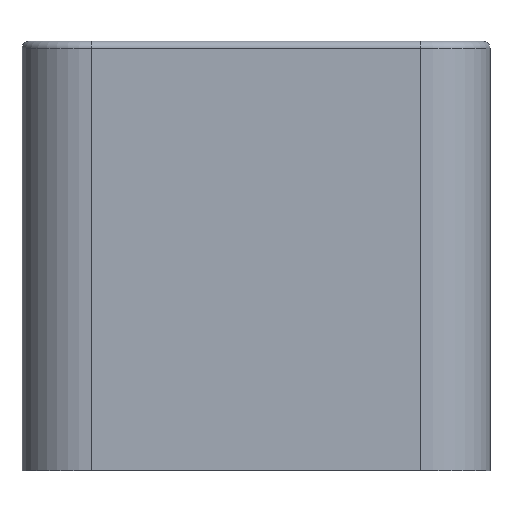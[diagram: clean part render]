
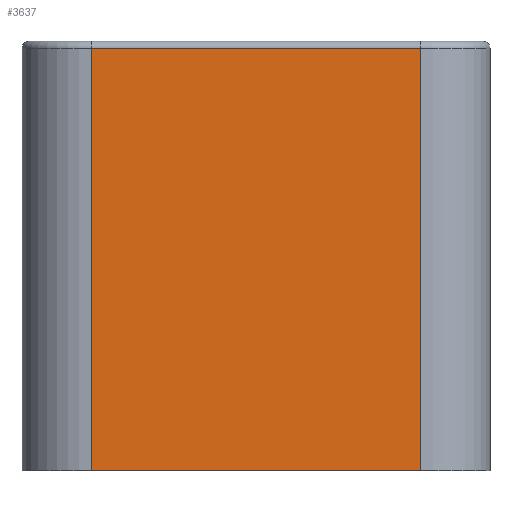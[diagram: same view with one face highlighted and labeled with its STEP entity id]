
A CAD part, front view. The second image highlights one B-rep face of the part: STEP entity #3637.
In plain terms, the highlighted planar face has unit normal (0, -1, 0).
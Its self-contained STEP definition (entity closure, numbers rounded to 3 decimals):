
#486=DIRECTION('',(0.,0.,-1.));
#487=VECTOR('',#486,29.5);
#488=CARTESIAN_POINT('',(11.5,-6.3,-0.5));
#489=LINE('',#488,#487);
#508=DIRECTION('',(1.,0.,0.));
#509=VECTOR('',#508,23.);
#510=CARTESIAN_POINT('',(-11.5,-6.3,-30.));
#511=LINE('',#510,#509);
#729=DIRECTION('',(-1.,0.,0.));
#730=VECTOR('',#729,23.);
#731=CARTESIAN_POINT('',(11.5,-6.3,-0.5));
#732=LINE('',#731,#730);
#733=DIRECTION('',(0.,0.,-1.));
#734=VECTOR('',#733,29.5);
#735=CARTESIAN_POINT('',(-11.5,-6.3,-0.5));
#736=LINE('',#735,#734);
#2127=CARTESIAN_POINT('',(-11.5,-6.3,-30.));
#2128=VERTEX_POINT('',#2127);
#2131=CARTESIAN_POINT('',(11.5,-6.3,-30.));
#2132=VERTEX_POINT('',#2131);
#2377=CARTESIAN_POINT('',(11.5,-6.3,-0.5));
#2378=VERTEX_POINT('',#2377);
#2381=CARTESIAN_POINT('',(-11.5,-6.3,-0.5));
#2382=VERTEX_POINT('',#2381);
#3625=CARTESIAN_POINT('',(-11.5,-6.3,0.));
#3626=DIRECTION('',(0.,-1.,0.));
#3627=DIRECTION('',(0.,0.,-1.));
#3628=AXIS2_PLACEMENT_3D('',#3625,#3626,#3627);
#3629=PLANE('',#3628);
#3631=ORIENTED_EDGE('',*,*,#3630,.F.);
#3632=ORIENTED_EDGE('',*,*,#3268,.T.);
#3633=ORIENTED_EDGE('',*,*,#3286,.F.);
#3634=ORIENTED_EDGE('',*,*,#3618,.F.);
#3635=EDGE_LOOP('',(#3631,#3632,#3633,#3634));
#3636=FACE_OUTER_BOUND('',#3635,.F.);
#3637=ADVANCED_FACE('',(#3636),#3629,.T.);
#3268=EDGE_CURVE('',#2378,#2132,#489,.T.);
#3286=EDGE_CURVE('',#2128,#2132,#511,.T.);
#3618=EDGE_CURVE('',#2382,#2128,#736,.T.);
#3630=EDGE_CURVE('',#2378,#2382,#732,.T.);
